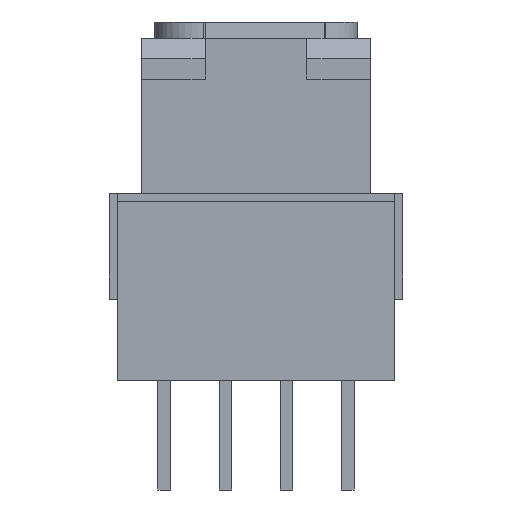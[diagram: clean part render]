
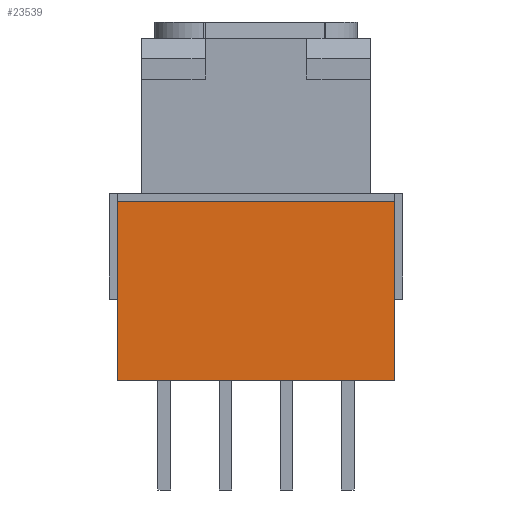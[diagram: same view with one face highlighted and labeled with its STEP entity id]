
A CAD part, left-side view. The second image highlights one B-rep face of the part: STEP entity #23539.
In plain terms, the highlighted planar face has unit normal (-1, 0, 0).
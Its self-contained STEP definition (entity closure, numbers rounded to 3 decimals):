
#23306=VERTEX_POINT('',#23307);
#23307=CARTESIAN_POINT('',(-31.877,4.318,5.588));
#23334=VERTEX_POINT('',#23335);
#23335=CARTESIAN_POINT('',(-31.877,4.318,0.));
#23342=EDGE_CURVE('',#23334,#23306,#23343,.F.);
#23343=B_SPLINE_CURVE_WITH_KNOTS('',3,(#23344,#23345,#23346,#23347),.UNSPECIFIED.,.F.,.U.,(4,4),(0.0,1.0),.PIECEWISE_BEZIER_KNOTS.);
#23344=CARTESIAN_POINT('',(-31.877,4.318,5.588));
#23345=CARTESIAN_POINT('',(-31.877,4.318,3.725));
#23346=CARTESIAN_POINT('',(-31.877,4.318,1.863));
#23347=CARTESIAN_POINT('',(-31.877,4.318,0.));
#23368=VERTEX_POINT('',#23369);
#23369=CARTESIAN_POINT('',(-31.877,-4.318,0.));
#23376=EDGE_CURVE('',#23368,#23334,#23377,.F.);
#23377=B_SPLINE_CURVE_WITH_KNOTS('',3,(#23378,#23379,#23380,#23381),.UNSPECIFIED.,.F.,.U.,(4,4),(0.0,1.0),.PIECEWISE_BEZIER_KNOTS.);
#23378=CARTESIAN_POINT('',(-31.877,4.318,0.));
#23379=CARTESIAN_POINT('',(-31.877,1.439,0.));
#23380=CARTESIAN_POINT('',(-31.877,-1.439,0.));
#23381=CARTESIAN_POINT('',(-31.877,-4.318,0.));
#23517=EDGE_CURVE('',#23306,#23518,#23520,.F.);
#23518=VERTEX_POINT('',#23519);
#23519=CARTESIAN_POINT('',(-31.877,-4.318,5.588));
#23520=B_SPLINE_CURVE_WITH_KNOTS('',3,(#23521,#23522,#23523,#23524),.UNSPECIFIED.,.F.,.U.,(4,4),(0.0,1.0),.PIECEWISE_BEZIER_KNOTS.);
#23521=CARTESIAN_POINT('',(-31.877,-4.318,5.588));
#23522=CARTESIAN_POINT('',(-31.877,-1.439,5.588));
#23523=CARTESIAN_POINT('',(-31.877,1.439,5.588));
#23524=CARTESIAN_POINT('',(-31.877,4.318,5.588));
#23539=ADVANCED_FACE('',(#23540),#23552,.T.);
#23540=FACE_BOUND('',#23541,.T.);
#23541=EDGE_LOOP('',(#23542,#23543,#23544,#23545));
#23542=ORIENTED_EDGE('',*,*,#23517,.F.);
#23543=ORIENTED_EDGE('',*,*,#23342,.F.);
#23544=ORIENTED_EDGE('',*,*,#23376,.F.);
#23545=ORIENTED_EDGE('',*,*,#23546,.T.);
#23546=EDGE_CURVE('',#23368,#23518,#23547,.F.);
#23547=B_SPLINE_CURVE_WITH_KNOTS('',3,(#23548,#23549,#23550,#23551),.UNSPECIFIED.,.F.,.U.,(4,4),(0.0,1.0),.PIECEWISE_BEZIER_KNOTS.);
#23548=CARTESIAN_POINT('',(-31.877,-4.318,5.588));
#23549=CARTESIAN_POINT('',(-31.877,-4.318,3.725));
#23550=CARTESIAN_POINT('',(-31.877,-4.318,1.863));
#23551=CARTESIAN_POINT('',(-31.877,-4.318,0.));
#23552=PLANE('',#23553);
#23553=AXIS2_PLACEMENT_3D('',#23554,#23555,#23556);
#23554=CARTESIAN_POINT('',(-31.877,4.75,-0.279));
#23555=DIRECTION('',(-1.0,0.0,0.0));
#23556=DIRECTION('',(0.0,-1.0,0.0));
